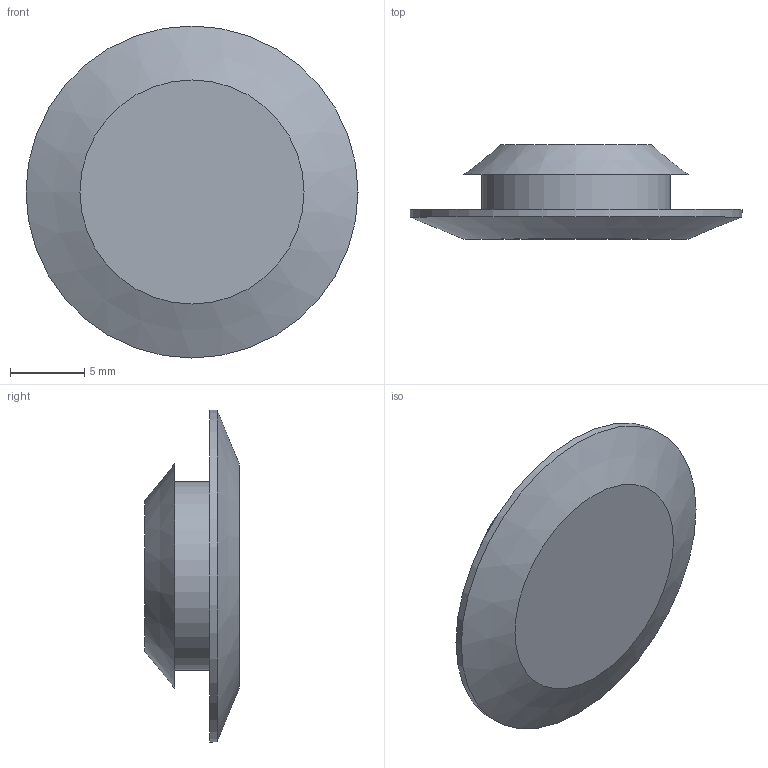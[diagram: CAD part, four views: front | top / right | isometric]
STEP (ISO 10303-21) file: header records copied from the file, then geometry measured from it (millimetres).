
FILE_DESCRIPTION (( 'STEP AP214' ), '1' );
FILE_NAME ('EN4PLUG40.STEP', '2019-11-14T15:44:23', ( '' ), ( '' ), 'SwSTEP 2.0', 'SolidWorks 2019', '' );
FILE_SCHEMA (( 'AUTOMOTIVE_DESIGN' ));
Length unit declared in the file: inch
Products named in the file (1): EN4PLUG40
Bounding box: 22.35 x 6.35 x 22.35 mm (x, y, z)
Volume: 629.2 mm3; surface area: 1270.8 mm2
Topology: 1 solids, 1 shells, 10 faces, 18 edges, 12 vertices
Faces by surface type: plane 4, cone 3, cylinder 3
Full cylindrical faces by diameter (mm): 10.16 x1, 12.7 x1, 22.352 x1
Entity records: 364 total; most frequent: DIRECTION 40, CARTESIAN_POINT 29, AXIS2_PLACEMENT_3D 20, ORIENTED_EDGE 18, EDGE_LOOP 18, LENGTH_MEASURE_WITH_UNIT 13, FACE_OUTER_BOUND 13, DIMENSIONAL_EXPONENTS 13
